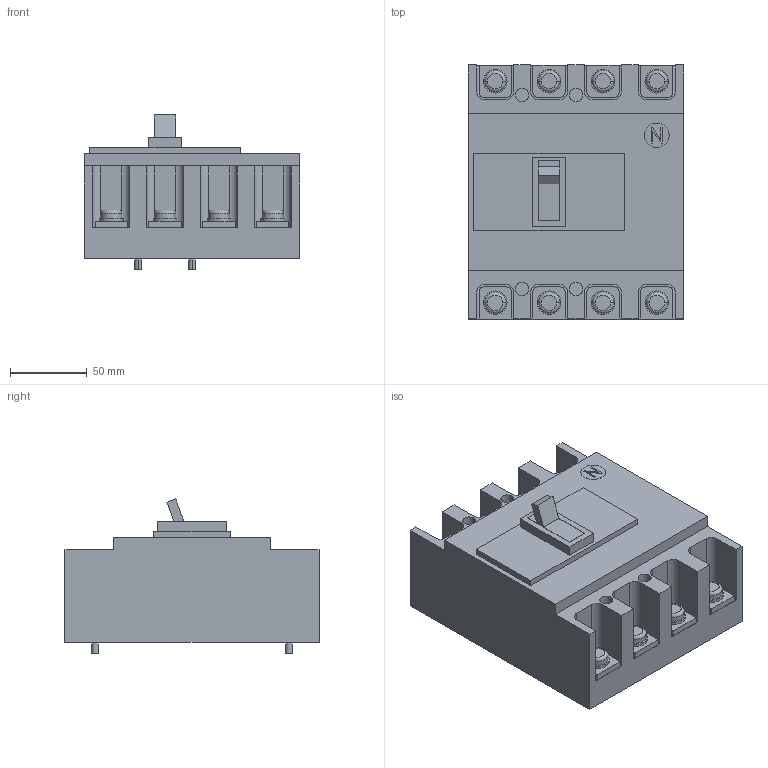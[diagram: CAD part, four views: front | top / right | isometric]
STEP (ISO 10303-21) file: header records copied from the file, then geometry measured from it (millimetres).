
FILE_DESCRIPTION(('CoCreate Modeling STEP Export'),'2;1');
FILE_NAME('Ｓ２５０ＳＦ４Ｆ.stp','2014-03-31T 8:05:10',(''),(''),'CoCreate Modeling STEP processor for AP214 (Solid Model)','CoCreate Modeling 17.0 01-Apr-2010 (C) Parametric Technology GmbH','');
FILE_SCHEMA(('AUTOMOTIVE_DESIGN { 1 0 10303 214 1 1 1 1 }'));
Length unit declared in the file: millimetre
Products named in the file (5): P3.2; P2.7; P1; P4.5; Ｓ２５０ＳＦ４Ｆ
Assembly tree (21 placements, depth 2):
  Ｓ２５０ＳＦ４Ｆ
    P4.5  x8
    P3.2  x4
    P2.7  x8
    P1
Bounding box: 140 x 165 x 100.13 mm (x, y, z)
Volume: 1377599.8 mm3; surface area: 130213 mm2
Topology: 21 solids, 21 shells, 343 faces, 772 edges, 508 vertices
Faces by surface type: plane 181, cylinder 146, torus 16
Entity records: 4926 total; most frequent: ORIENTED_EDGE 828, CARTESIAN_POINT 799, DIRECTION 776, EDGE_CURVE 414, VECTOR 274, LINE 274, VERTEX_POINT 274, AXIS2_PLACEMENT_3D 251
